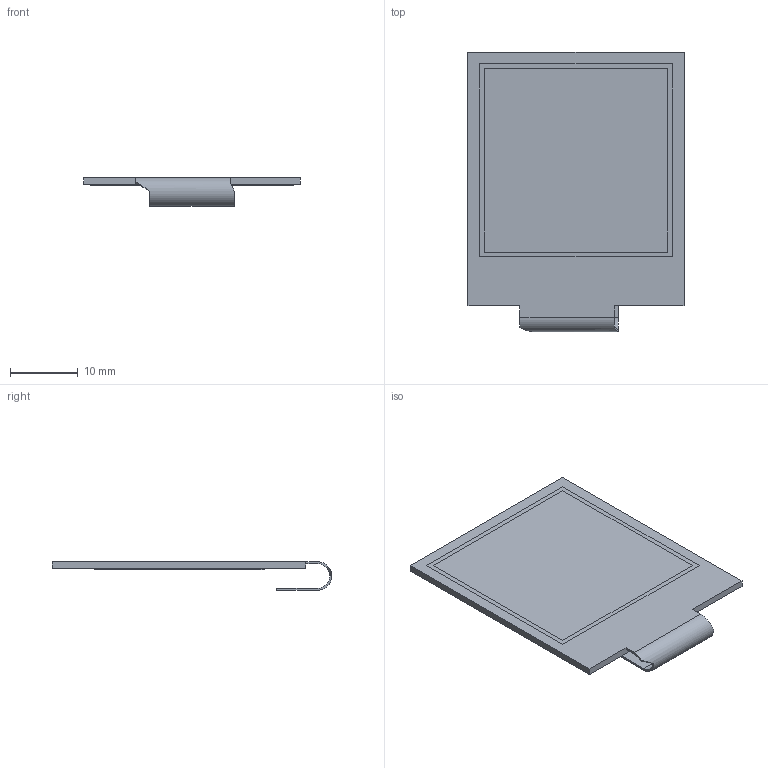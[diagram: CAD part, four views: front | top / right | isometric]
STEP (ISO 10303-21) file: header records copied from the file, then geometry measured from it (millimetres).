
FILE_DESCRIPTION(/* description */ ('STEP AP242','CAx-IF Rec.Pracs.---Representation and Presentation of Product Manufacturing Information (PMI)---4.0---2014-10-13','CAx-IF Rec.Pracs.---3D Tessellated Geometry---0.4---2014-09-14','2;1'),/* implementation_level */ '2;1');
FILE_NAME(/* name */ 'd2f04564-2a13-440b-9bb3-adb7174d57f3',/* time_stamp */ '2023-03-08T13:36:15+00:00',/* author */ (''),/* organization */ (''),/* preprocessor_version */ 'ST-DEVELOPER v18.102',/* originating_system */ ' ',/* authorisation */ ' ');
FILE_SCHEMA (('AP242_MANAGED_MODEL_BASED_3D_ENGINEERING_MIM_LF { 1 0 10303 442 1 1 4 }'));
Length unit declared in the file: metre
Products named in the file (1): GDEY0154D67
Bounding box: 31.8 x 41.12 x 4.2 mm (x, y, z)
Volume: 1390.3 mm3; surface area: 2898.9 mm2
Topology: 1 solids, 1 shells, 25 faces, 68 edges, 48 vertices
Faces by surface type: plane 21, bspline 2, cylinder 2
Entity records: 855 total; most frequent: CARTESIAN_POINT 188, ORIENTED_EDGE 136, DIRECTION 116, EDGE_CURVE 68, LINE 52, VECTOR 52, VERTEX_POINT 48, AXIS2_PLACEMENT_3D 32
